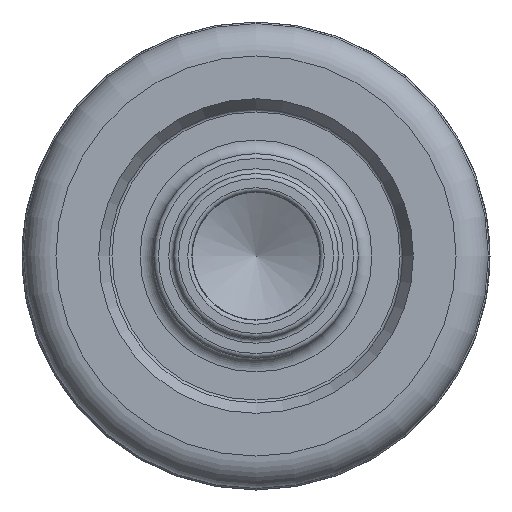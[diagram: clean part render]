
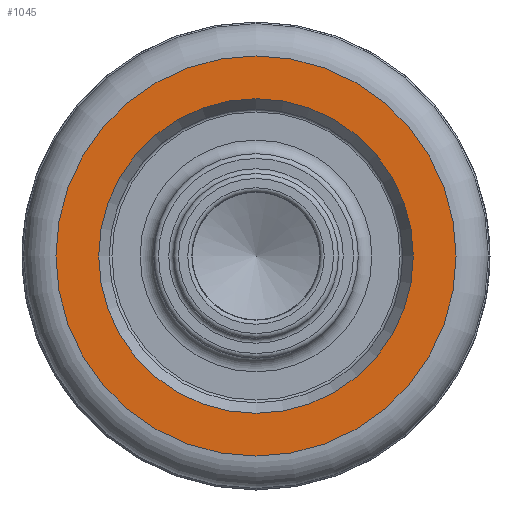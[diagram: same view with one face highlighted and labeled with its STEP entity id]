
A CAD part, front view. The second image highlights one B-rep face of the part: STEP entity #1045.
In plain terms, the highlighted planar face has unit normal (0, -1, 0).
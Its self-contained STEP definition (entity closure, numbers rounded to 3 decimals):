
#57=PLANE('',#1569);
#380=ORIENTED_EDGE('',*,*,#556,.T.);
#381=ORIENTED_EDGE('',*,*,#577,.F.);
#556=EDGE_CURVE('',#668,#668,#737,.T.);
#577=EDGE_CURVE('',#687,#687,#756,.T.);
#668=VERTEX_POINT('',#3003);
#687=VERTEX_POINT('',#3076);
#737=CIRCLE('',#1531,6.242);
#756=CIRCLE('',#1568,4.908);
#841=EDGE_LOOP('',(#380));
#842=EDGE_LOOP('',(#381));
#949=FACE_BOUND('',#841,.T.);
#950=FACE_BOUND('',#842,.T.);
#1045=ADVANCED_FACE('',(#949,#950),#57,.T.);
#1531=AXIS2_PLACEMENT_3D('',#3002,#1768,#1769);
#1568=AXIS2_PLACEMENT_3D('',#3075,#1842,#1843);
#1569=AXIS2_PLACEMENT_3D('',#3077,#1844,#1845);
#1768=DIRECTION('',(0.,-1.,0.));
#1769=DIRECTION('',(1.,0.,0.));
#1842=DIRECTION('',(0.,-1.,0.));
#1843=DIRECTION('',(1.,0.,0.));
#1844=DIRECTION('',(0.,-1.,0.));
#1845=DIRECTION('',(1.,0.,0.));
#3002=CARTESIAN_POINT('',(0.,0.,0.));
#3003=CARTESIAN_POINT('',(6.242,0.,0.));
#3075=CARTESIAN_POINT('',(0.,0.,0.));
#3076=CARTESIAN_POINT('',(4.908,0.,0.));
#3077=CARTESIAN_POINT('',(0.,0.,6.242));
